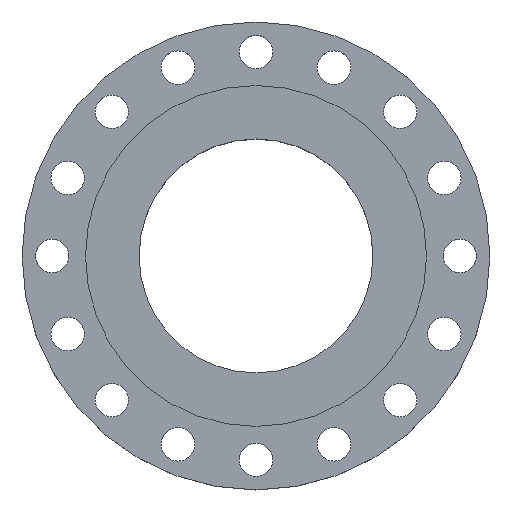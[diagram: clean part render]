
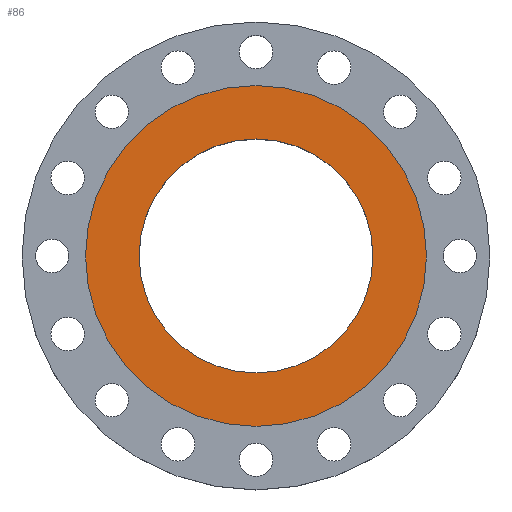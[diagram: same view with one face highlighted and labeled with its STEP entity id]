
A CAD part, top view. The second image highlights one B-rep face of the part: STEP entity #86.
In plain terms, the highlighted planar face has unit normal (0, 0, 1).
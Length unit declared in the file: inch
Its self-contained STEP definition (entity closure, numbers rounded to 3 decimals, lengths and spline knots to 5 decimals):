
#55 = DIRECTION ( 'NONE',  ( 0., 0., 1. ) ) ;
#60 = CARTESIAN_POINT ( 'NONE',  ( 0., 0., 0. ) ) ;
#70 = CIRCLE ( 'NONE', #1252, 4.375 ) ;
#86 = ADVANCED_FACE ( 'NONE', ( #1651, #1384 ), #394, .F. ) ;
#158 = DIRECTION ( 'NONE',  ( 0., 0., 1. ) ) ;
#166 = CARTESIAN_POINT ( 'NONE',  ( 0., 0., 0. ) ) ;
#391 = EDGE_LOOP ( 'NONE', ( #451, #681 ) ) ;
#394 = PLANE ( 'NONE',  #1098 ) ;
#402 = EDGE_CURVE ( 'NONE', #922, #1603, #1246, .T. ) ;
#423 = DIRECTION ( 'NONE',  ( 1., 0., 0. ) ) ;
#449 = CARTESIAN_POINT ( 'NONE',  ( 0., 0., 0. ) ) ;
#451 = ORIENTED_EDGE ( 'NONE', *, *, #1274, .F. ) ;
#586 = CARTESIAN_POINT ( 'NONE',  ( -6.375, 0., 0. ) ) ;
#610 = DIRECTION ( 'NONE',  ( 1., 0., 0. ) ) ;
#614 = DIRECTION ( 'NONE',  ( 0., 0., 1. ) ) ;
#656 = ORIENTED_EDGE ( 'NONE', *, *, #402, .T. ) ;
#659 = EDGE_CURVE ( 'NONE', #1603, #922, #1286, .T. ) ;
#681 = ORIENTED_EDGE ( 'NONE', *, *, #967, .F. ) ;
#708 = DIRECTION ( 'NONE',  ( -1., 0., 0. ) ) ;
#790 = CIRCLE ( 'NONE', #1775, 4.375 ) ;
#836 = DIRECTION ( 'NONE',  ( 0., 0., 1. ) ) ;
#861 = VERTEX_POINT ( 'NONE', #1393 ) ;
#922 = VERTEX_POINT ( 'NONE', #586 ) ;
#952 = AXIS2_PLACEMENT_3D ( 'NONE', #449, #55, #1280 ) ;
#967 = EDGE_CURVE ( 'NONE', #1394, #861, #790, .T. ) ;
#1098 = AXIS2_PLACEMENT_3D ( 'NONE', #1108, #1778, #708 ) ;
#1108 = CARTESIAN_POINT ( 'NONE',  ( 0., 4.375, 0. ) ) ;
#1142 = DIRECTION ( 'NONE',  ( 1., 0., 0. ) ) ;
#1246 = CIRCLE ( 'NONE', #952, 6.375 ) ;
#1252 = AXIS2_PLACEMENT_3D ( 'NONE', #1358, #836, #423 ) ;
#1274 = EDGE_CURVE ( 'NONE', #861, #1394, #70, .T. ) ;
#1280 = DIRECTION ( 'NONE',  ( 1., 0., 0. ) ) ;
#1286 = CIRCLE ( 'NONE', #1685, 6.375 ) ;
#1358 = CARTESIAN_POINT ( 'NONE',  ( 0., 0., 0. ) ) ;
#1384 = FACE_OUTER_BOUND ( 'NONE', #1618, .T. ) ;
#1393 = CARTESIAN_POINT ( 'NONE',  ( 4.375, 0., 0. ) ) ;
#1394 = VERTEX_POINT ( 'NONE', #1757 ) ;
#1603 = VERTEX_POINT ( 'NONE', #1760 ) ;
#1618 = EDGE_LOOP ( 'NONE', ( #1638, #656 ) ) ;
#1638 = ORIENTED_EDGE ( 'NONE', *, *, #659, .T. ) ;
#1651 = FACE_BOUND ( 'NONE', #391, .T. ) ;
#1685 = AXIS2_PLACEMENT_3D ( 'NONE', #166, #158, #610 ) ;
#1757 = CARTESIAN_POINT ( 'NONE',  ( -4.375, 0., 0. ) ) ;
#1760 = CARTESIAN_POINT ( 'NONE',  ( 6.375, 0., 0. ) ) ;
#1775 = AXIS2_PLACEMENT_3D ( 'NONE', #60, #614, #1142 ) ;
#1778 = DIRECTION ( 'NONE',  ( 0., 0., -1. ) ) ;
